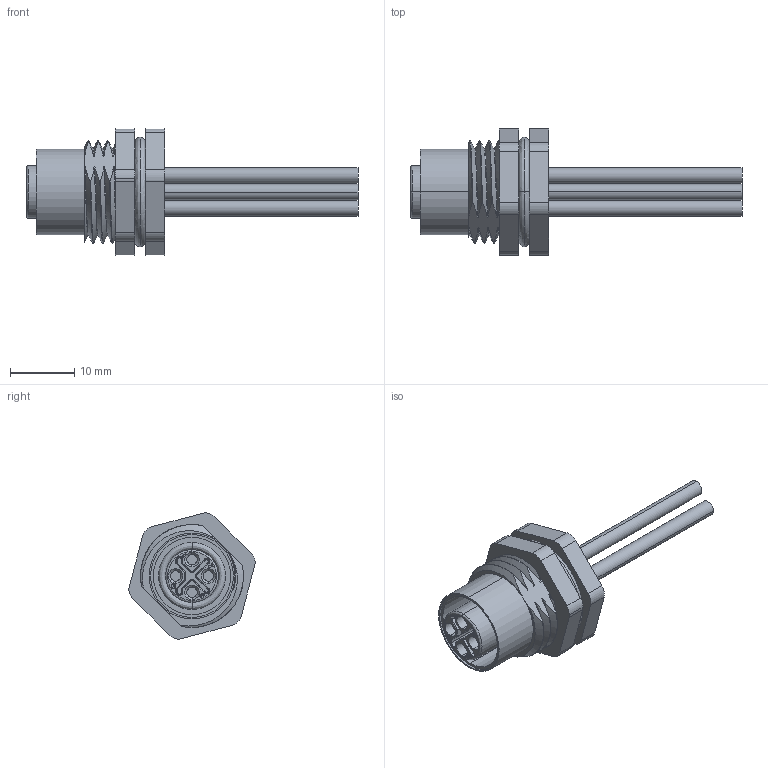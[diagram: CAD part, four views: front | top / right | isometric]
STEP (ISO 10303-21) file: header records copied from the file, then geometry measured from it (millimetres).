
FILE_DESCRIPTION (( 'STEP AP203' ), '1' );
FILE_NAME ('P196.STEP', '2020-03-31T06:39:02', ( 'edpusr' ), ( 'Microsoft' ), 'SwSTEP 2.0', 'SolidWorks 2015', '' );
FILE_SCHEMA (( 'CONFIG_CONTROL_DESIGN' ));
Length unit declared in the file: millimetre
Products named in the file (1): P196
Bounding box: 51.6 x 19.61 x 19.6 mm (x, y, z)
Volume: 3830.7 mm3; surface area: 4075.2 mm2
Topology: 3 solids, 3 shells, 315 faces, 763 edges, 467 vertices
Faces by surface type: cylinder 126, plane 91, bspline 90, cone 8
Entity records: 14476 total; most frequent: CARTESIAN_POINT 7633, ORIENTED_EDGE 1502, DIRECTION 1271, EDGE_CURVE 751, VERTEX_POINT 467, AXIS2_PLACEMENT_3D 458, LINE 355, VECTOR 355
